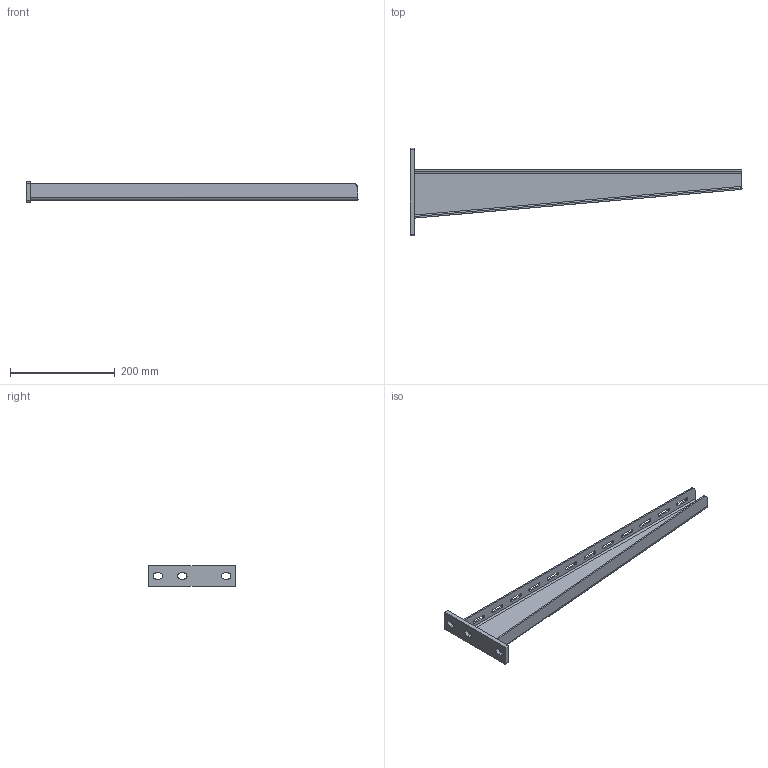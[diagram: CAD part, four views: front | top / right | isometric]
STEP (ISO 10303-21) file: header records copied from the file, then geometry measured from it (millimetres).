
FILE_DESCRIPTION (( 'STEP AP203' ), '1' );
FILE_NAME ('Óñèëåííàÿ êîíñîëü_BBH7060.STEP', '2012-11-16T07:22:49', ( 'Àñååâ' ), ( '' ), 'SwSTEP 2.0', 'SolidWorks 2012', '' );
FILE_SCHEMA (( 'CONFIG_CONTROL_DESIGN' ));
Length unit declared in the file: millimetre
Products named in the file (1): Óñèëåííàÿ êîíñîëü_BBH7060
Bounding box: 635.06 x 167 x 40 mm (x, y, z)
Volume: 270137.7 mm3; surface area: 171075.1 mm2
Topology: 2 solids, 2 shells, 98 faces, 266 edges, 172 vertices
Faces by surface type: plane 54, cylinder 40, bspline 4
Entity records: 3265 total; most frequent: CARTESIAN_POINT 630, ORIENTED_EDGE 532, DIRECTION 519, EDGE_CURVE 266, LINE 177, VECTOR 177, VERTEX_POINT 172, AXIS2_PLACEMENT_3D 171
